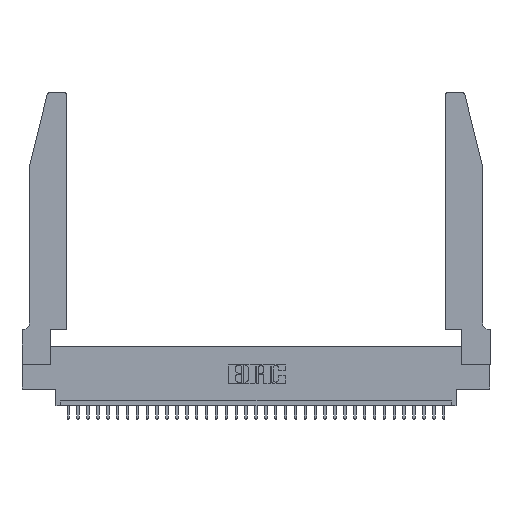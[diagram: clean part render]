
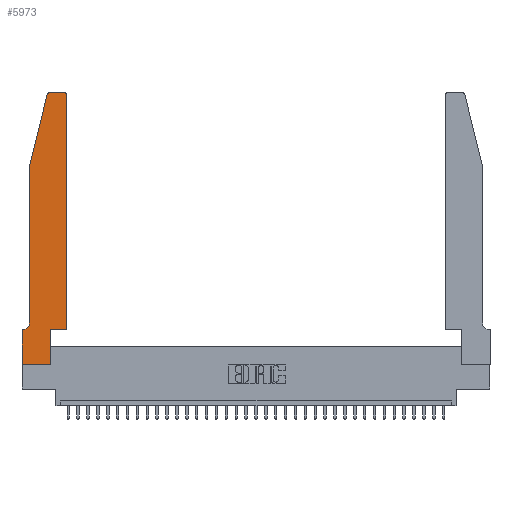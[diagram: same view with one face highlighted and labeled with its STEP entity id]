
A CAD part, top view. The second image highlights one B-rep face of the part: STEP entity #5973.
In plain terms, the highlighted planar face has unit normal (0, 0, 1).
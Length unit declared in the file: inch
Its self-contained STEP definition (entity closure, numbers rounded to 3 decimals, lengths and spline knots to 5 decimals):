
#91 = EDGE_CURVE ( 'NONE', #28721, #8869, #28479, .T. ) ;
#189 = AXIS2_PLACEMENT_3D ( 'NONE', #20444, #9905, #12510 ) ;
#278 = EDGE_CURVE ( 'NONE', #21171, #16971, #33561, .T. ) ;
#1525 = ORIENTED_EDGE ( 'NONE', *, *, #6205, .T. ) ;
#1730 = VERTEX_POINT ( 'NONE', #8298 ) ;
#2203 = EDGE_CURVE ( 'NONE', #32562, #24950, #32227, .T. ) ;
#2446 = EDGE_CURVE ( 'NONE', #23120, #1730, #28854, .T. ) ;
#3359 = CARTESIAN_POINT ( 'NONE',  ( 0.0755, 2., 0.37 ) ) ;
#4388 = VECTOR ( 'NONE', #33156, 39.37008 ) ;
#4640 = VECTOR ( 'NONE', #23933, 39.37008 ) ;
#4913 = CARTESIAN_POINT ( 'NONE',  ( 0.4505, 0.35, 0.37 ) ) ;
#5450 = DIRECTION ( 'NONE',  ( 0., 1., 0. ) ) ;
#5589 = CIRCLE ( 'NONE', #22512, 0.07 ) ;
#5973 = ADVANCED_FACE ( 'NONE', ( #32794 ), #25948, .T. ) ;
#6205 = EDGE_CURVE ( 'NONE', #1730, #21171, #25722, .T. ) ;
#6483 = ORIENTED_EDGE ( 'NONE', *, *, #278, .T. ) ;
#7253 = CARTESIAN_POINT ( 'NONE',  ( 0.0755, 0.35, 0.37 ) ) ;
#7826 = CARTESIAN_POINT ( 'NONE',  ( 0.0755, 2., 0.37 ) ) ;
#8207 = ORIENTED_EDGE ( 'NONE', *, *, #91, .T. ) ;
#8245 = CARTESIAN_POINT ( 'NONE',  ( 0.0755, 2., 0.37 ) ) ;
#8298 = CARTESIAN_POINT ( 'NONE',  ( 0.4505, 0.35, 0.37 ) ) ;
#8686 = VERTEX_POINT ( 'NONE', #12512 ) ;
#8773 = EDGE_CURVE ( 'NONE', #8869, #8686, #11508, .T. ) ;
#8869 = VERTEX_POINT ( 'NONE', #24025 ) ;
#9061 = CARTESIAN_POINT ( 'NONE',  ( 0., 0.35, 0.37 ) ) ;
#9254 = AXIS2_PLACEMENT_3D ( 'NONE', #26931, #16079, #13649 ) ;
#9692 = ORIENTED_EDGE ( 'NONE', *, *, #2203, .T. ) ;
#9759 = ORIENTED_EDGE ( 'NONE', *, *, #16213, .T. ) ;
#9905 = DIRECTION ( 'NONE',  ( 0., 0., 1. ) ) ;
#10210 = DIRECTION ( 'NONE',  ( 0., 0., -1. ) ) ;
#10528 = ORIENTED_EDGE ( 'NONE', *, *, #2446, .T. ) ;
#10950 = ORIENTED_EDGE ( 'NONE', *, *, #14507, .T. ) ;
#10955 = DIRECTION ( 'NONE',  ( -0.239, -0.971, 0. ) ) ;
#11294 = CARTESIAN_POINT ( 'NONE',  ( 0.284, 2.75, 0.37 ) ) ;
#11508 = LINE ( 'NONE', #27716, #25764 ) ;
#12023 = ORIENTED_EDGE ( 'NONE', *, *, #30942, .T. ) ;
#12510 = DIRECTION ( 'NONE',  ( 1., 0., 0. ) ) ;
#12512 = CARTESIAN_POINT ( 'NONE',  ( 0.2865, 0., 0.37 ) ) ;
#12628 = VERTEX_POINT ( 'NONE', #11294 ) ;
#12809 = ORIENTED_EDGE ( 'NONE', *, *, #31640, .T. ) ;
#13649 = DIRECTION ( 'NONE',  ( 1., 0., 0. ) ) ;
#14507 = EDGE_CURVE ( 'NONE', #19661, #28721, #24458, .T. ) ;
#14794 = CARTESIAN_POINT ( 'NONE',  ( 0., 0., 0.37 ) ) ;
#15108 = CARTESIAN_POINT ( 'NONE',  ( 0.0055, 0.35, 0.37 ) ) ;
#15401 = DIRECTION ( 'NONE',  ( -1., 0., 0. ) ) ;
#16079 = DIRECTION ( 'NONE',  ( 0., 0., 1. ) ) ;
#16122 = VECTOR ( 'NONE', #34033, 39.37008 ) ;
#16213 = EDGE_CURVE ( 'NONE', #16971, #12628, #19393, .T. ) ;
#16498 = CARTESIAN_POINT ( 'NONE',  ( 0.4505, 2.72, 0.37 ) ) ;
#16808 = CARTESIAN_POINT ( 'NONE',  ( 0.0755, 0.42, 0.37 ) ) ;
#16971 = VERTEX_POINT ( 'NONE', #30018 ) ;
#18279 = CARTESIAN_POINT ( 'NONE',  ( 0.0055, 0.42, 0.37 ) ) ;
#18486 = VECTOR ( 'NONE', #10955, 39.37008 ) ;
#18746 = CARTESIAN_POINT ( 'NONE',  ( 0.2865, 0.35, 0.37 ) ) ;
#19316 = CARTESIAN_POINT ( 'NONE',  ( 0.25487, 2.72718, 0.37 ) ) ;
#19333 = DIRECTION ( 'NONE',  ( 1., 0., 0. ) ) ;
#19393 = LINE ( 'NONE', #33572, #23188 ) ;
#19405 = DIRECTION ( 'NONE',  ( 1., 0., 0. ) ) ;
#19661 = VERTEX_POINT ( 'NONE', #15108 ) ;
#20444 = CARTESIAN_POINT ( 'NONE',  ( 0., 0.35, 0.37 ) ) ;
#20830 = DIRECTION ( 'NONE',  ( -1., 0., 0. ) ) ;
#21171 = VERTEX_POINT ( 'NONE', #16498 ) ;
#22512 = AXIS2_PLACEMENT_3D ( 'NONE', #18279, #10210, #20830 ) ;
#23044 = VECTOR ( 'NONE', #28221, 39.37008 ) ;
#23120 = VERTEX_POINT ( 'NONE', #29687 ) ;
#23188 = VECTOR ( 'NONE', #15401, 39.37008 ) ;
#23321 = VERTEX_POINT ( 'NONE', #19316 ) ;
#23918 = ORIENTED_EDGE ( 'NONE', *, *, #31461, .T. ) ;
#23933 = DIRECTION ( 'NONE',  ( 0., -1., 0. ) ) ;
#24025 = CARTESIAN_POINT ( 'NONE',  ( 0., 0., 0.37 ) ) ;
#24458 = LINE ( 'NONE', #7253, #16122 ) ;
#24482 = CARTESIAN_POINT ( 'NONE',  ( 0.284, 2.72, 0.37 ) ) ;
#24950 = VERTEX_POINT ( 'NONE', #16808 ) ;
#25177 = CARTESIAN_POINT ( 'NONE',  ( 0.4505, 0.35, 0.37 ) ) ;
#25722 = LINE ( 'NONE', #25177, #4388 ) ;
#25764 = VECTOR ( 'NONE', #19405, 39.37008 ) ;
#25948 = PLANE ( 'NONE',  #189 ) ;
#26931 = CARTESIAN_POINT ( 'NONE',  ( 0.4205, 2.72, 0.37 ) ) ;
#27654 = ORIENTED_EDGE ( 'NONE', *, *, #32462, .T. ) ;
#27716 = CARTESIAN_POINT ( 'NONE',  ( 0., 0., 0.37 ) ) ;
#28221 = DIRECTION ( 'NONE',  ( 0., -1., 0. ) ) ;
#28248 = LINE ( 'NONE', #18746, #34563 ) ;
#28479 = LINE ( 'NONE', #14794, #23044 ) ;
#28721 = VERTEX_POINT ( 'NONE', #9061 ) ;
#28854 = LINE ( 'NONE', #4913, #30517 ) ;
#29530 = DIRECTION ( 'NONE',  ( 1., 0., 0. ) ) ;
#29687 = CARTESIAN_POINT ( 'NONE',  ( 0.2865, 0.35, 0.37 ) ) ;
#29814 = CIRCLE ( 'NONE', #34473, 0.03 ) ;
#30018 = CARTESIAN_POINT ( 'NONE',  ( 0.4205, 2.75, 0.37 ) ) ;
#30224 = DIRECTION ( 'NONE',  ( 0., 0., 1. ) ) ;
#30517 = VECTOR ( 'NONE', #29530, 39.37008 ) ;
#30942 = EDGE_CURVE ( 'NONE', #8686, #23120, #28248, .T. ) ;
#31172 = EDGE_LOOP ( 'NONE', ( #9759, #12809, #27654, #9692, #23918, #10950, #8207, #32297, #12023, #10528, #1525, #6483 ) ) ;
#31461 = EDGE_CURVE ( 'NONE', #24950, #19661, #5589, .T. ) ;
#31640 = EDGE_CURVE ( 'NONE', #12628, #23321, #29814, .T. ) ;
#31876 = LINE ( 'NONE', #8245, #18486 ) ;
#32227 = LINE ( 'NONE', #7826, #4640 ) ;
#32297 = ORIENTED_EDGE ( 'NONE', *, *, #8773, .T. ) ;
#32462 = EDGE_CURVE ( 'NONE', #23321, #32562, #31876, .T. ) ;
#32562 = VERTEX_POINT ( 'NONE', #3359 ) ;
#32794 = FACE_OUTER_BOUND ( 'NONE', #31172, .T. ) ;
#33156 = DIRECTION ( 'NONE',  ( 0., 1., 0. ) ) ;
#33561 = CIRCLE ( 'NONE', #9254, 0.03 ) ;
#33572 = CARTESIAN_POINT ( 'NONE',  ( 0.2605, 2.75, 0.37 ) ) ;
#34033 = DIRECTION ( 'NONE',  ( -1., 0., 0. ) ) ;
#34473 = AXIS2_PLACEMENT_3D ( 'NONE', #24482, #30224, #19333 ) ;
#34563 = VECTOR ( 'NONE', #5450, 39.37008 ) ;
